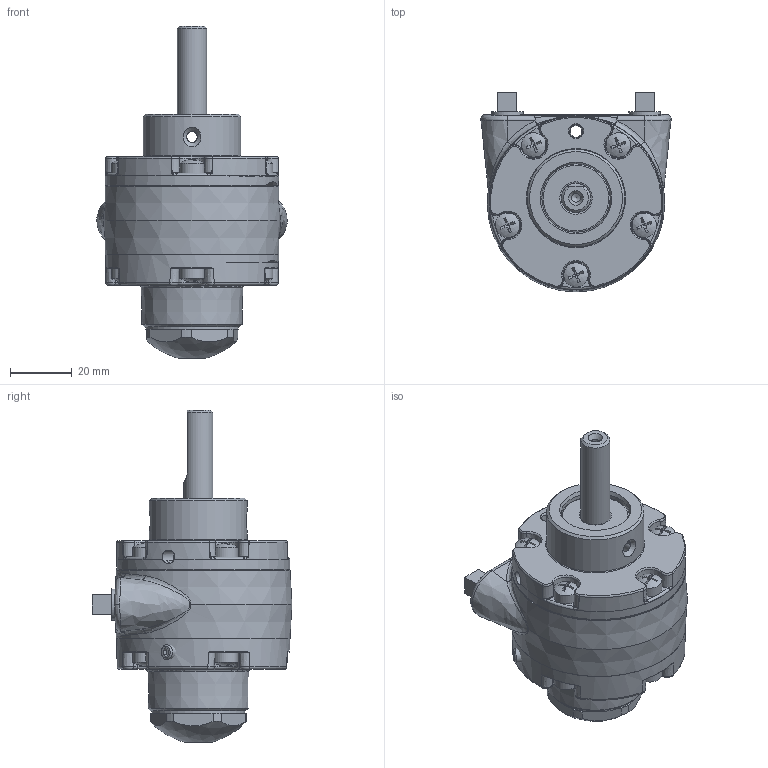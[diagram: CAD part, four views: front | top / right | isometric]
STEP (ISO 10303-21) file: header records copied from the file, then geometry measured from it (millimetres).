
FILE_DESCRIPTION (( 'STEP AP214' ), '1' );
FILE_NAME ('1AM-NCC-59B.STEP', '2025-05-05T11:19:28', ( '' ), ( '' ), 'SwSTEP 2.0', 'SolidWorks 2023', '' );
FILE_SCHEMA (( 'AUTOMOTIVE_DESIGN' ));
Length unit declared in the file: inch
Products named in the file (21): BB505; AC538; AE924; AC521; AC537; AC190A; AC197; AC205A; AC228A; 1AM-NCC-59B; AG549
Assembly tree (18 placements, depth 2):
  AC205A
  1AM-NCC-59B
    AC521
    AC190A
    AC197
    AC228A
    AC537
    AC538
    AE924
    AE924
    BB505
    BB505
    BB505
    BB505
    BB505
    BB505
    BB505
    BB505
    BB505
    BB505
  AG549
Bounding box: 61.89 x 64.91 x 107.91 mm (x, y, z)
Volume: 48025 mm3; surface area: 37585.4 mm2
Topology: 20 solids, 20 shells, 646 faces, 1621 edges, 1027 vertices
Faces by surface type: plane 191, cylinder 160, cone 105, bspline 94, torus 75, sphere 21
Full cylindrical faces by diameter (mm): 2.778 x1, 4.039 x1, 4.318 x1, 4.826 x11, 7.95 x10, 8.611 x2, 9.512 x1, 9.55 x1, 11.176 x1, 21.336 x1, 22.222 x1, 22.352 x1, 22.606 x1, 23.876 x1, 29.017 x2, 30.175 x1, 31.722 x1, 54.608 x3
Entity records: 26472 total; most frequent: CARTESIAN_POINT 11925, ORIENTED_EDGE 2886, DIRECTION 2744, EDGE_CURVE 1443, AXIS2_PLACEMENT_3D 1218, VERTEX_POINT 953, EDGE_LOOP 806, FACE_OUTER_BOUND 706
